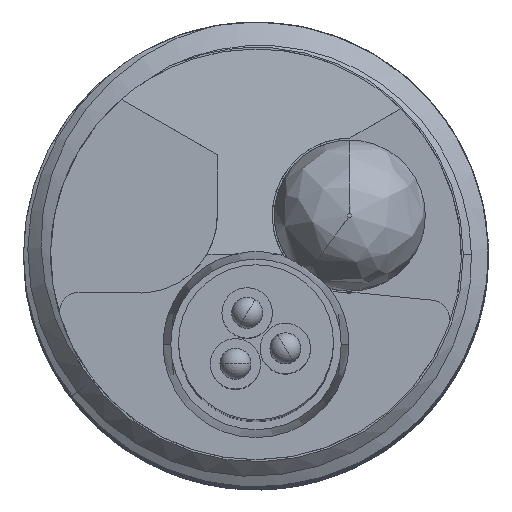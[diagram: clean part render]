
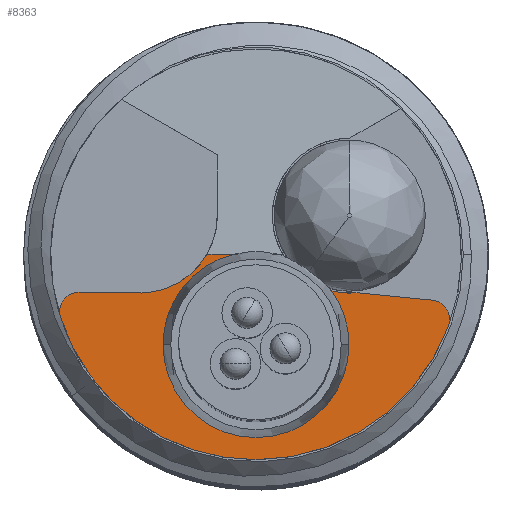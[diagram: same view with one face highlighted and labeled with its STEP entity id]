
A CAD part, top view. The second image highlights one B-rep face of the part: STEP entity #8363.
In plain terms, the highlighted planar face has unit normal (0, 0, 1).
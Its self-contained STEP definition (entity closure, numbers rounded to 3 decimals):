
#894=CARTESIAN_POINT('',(0.,-2.33,48.77));
#895=DIRECTION('',(0.,0.,1.));
#896=DIRECTION('',(-1.,0.,0.));
#897=AXIS2_PLACEMENT_3D('',#894,#895,#896);
#899=CARTESIAN_POINT('',(0.,-2.33,48.77));
#900=DIRECTION('',(0.,0.,1.));
#901=DIRECTION('',(1.,0.,0.));
#902=AXIS2_PLACEMENT_3D('',#899,#900,#901);
#904=CARTESIAN_POINT('',(2.42,1.,48.77));
#905=DIRECTION('',(0.,0.,1.));
#906=DIRECTION('',(-0.229,-0.973,0.));
#907=AXIS2_PLACEMENT_3D('',#904,#905,#906);
#909=DIRECTION('',(0.995,-0.099,0.));
#910=VECTOR('',#909,1.948);
#911=CARTESIAN_POINT('',(2.607,-0.991,48.77));
#912=LINE('',#911,#910);
#913=CARTESIAN_POINT('',(4.496,-1.681,48.77));
#914=DIRECTION('',(0.,0.,1.));
#915=DIRECTION('',(0.937,-0.35,0.));
#916=AXIS2_PLACEMENT_3D('',#913,#914,#915);
#918=CARTESIAN_POINT('',(0.,0.,48.77));
#919=DIRECTION('',(0.,0.,1.));
#920=DIRECTION('',(0.,-1.,0.));
#921=AXIS2_PLACEMENT_3D('',#918,#919,#920);
#923=CARTESIAN_POINT('',(0.,0.,48.77));
#924=DIRECTION('',(0.,0.,1.));
#925=DIRECTION('',(-0.951,-0.308,0.));
#926=AXIS2_PLACEMENT_3D('',#923,#924,#925);
#928=CARTESIAN_POINT('',(-4.566,-1.479,48.77));
#929=DIRECTION('',(0.,0.,1.));
#930=DIRECTION('',(0.,1.,0.));
#931=AXIS2_PLACEMENT_3D('',#928,#929,#930);
#933=DIRECTION('',(1.,0.,0.));
#934=VECTOR('',#933,1.277);
#935=CARTESIAN_POINT('',(-4.566,-0.979,48.77));
#936=LINE('',#935,#934);
#937=CARTESIAN_POINT('',(-3.,1.,48.77));
#938=DIRECTION('',(0.,0.,1.));
#939=DIRECTION('',(-0.145,-0.989,0.));
#940=AXIS2_PLACEMENT_3D('',#937,#938,#939);
#942=DIRECTION('',(1.,0.,0.));
#943=VECTOR('',#942,0.693);
#944=CARTESIAN_POINT('',(-1.268,0.,48.77));
#945=LINE('',#944,#943);
#946=CARTESIAN_POINT('',(0.,-2.33,48.77));
#947=DIRECTION('',(0.,0.,1.));
#948=DIRECTION('',(-0.24,0.971,0.));
#949=AXIS2_PLACEMENT_3D('',#946,#947,#948);
#7885=CARTESIAN_POINT('',(0.,-5.3,48.77));
#7886=VERTEX_POINT('',#7885);
#7899=CARTESIAN_POINT('',(2.607,-0.991,48.77));
#7900=VERTEX_POINT('',#7899);
#7907=CARTESIAN_POINT('',(-3.289,-0.979,48.77));
#7908=CARTESIAN_POINT('',(-1.268,0.,48.77));
#7909=VERTEX_POINT('',#7907);
#7910=VERTEX_POINT('',#7908);
#7919=CARTESIAN_POINT('',(-4.566,-0.979,48.77));
#7921=VERTEX_POINT('',#7919);
#7923=CARTESIAN_POINT('',(-5.042,-1.633,48.77));
#7924=VERTEX_POINT('',#7923);
#7927=CARTESIAN_POINT('',(4.964,-1.856,48.77));
#7928=CARTESIAN_POINT('',(4.545,-1.184,48.77));
#7929=VERTEX_POINT('',#7927);
#7930=VERTEX_POINT('',#7928);
#7939=CARTESIAN_POINT('',(-2.4,-2.33,48.77));
#7940=CARTESIAN_POINT('',(2.4,-2.33,48.77));
#7941=VERTEX_POINT('',#7939);
#7942=VERTEX_POINT('',#7940);
#7943=CARTESIAN_POINT('',(1.961,-0.947,48.77));
#7944=VERTEX_POINT('',#7943);
#7949=CARTESIAN_POINT('',(-0.575,0.,48.77));
#7950=VERTEX_POINT('',#7949);
#8340=CARTESIAN_POINT('',(0.,0.,48.77));
#8341=DIRECTION('',(0.,0.,1.));
#8342=DIRECTION('',(0.,-1.,0.));
#8343=AXIS2_PLACEMENT_3D('',#8340,#8341,#8342);
#8344=PLANE('',#8343);
#8346=ORIENTED_EDGE('',*,*,#8345,.T.);
#8347=ORIENTED_EDGE('',*,*,#8152,.T.);
#8349=ORIENTED_EDGE('',*,*,#8348,.T.);
#8351=ORIENTED_EDGE('',*,*,#8350,.T.);
#8352=ORIENTED_EDGE('',*,*,#8331,.F.);
#8353=ORIENTED_EDGE('',*,*,#8321,.F.);
#8354=ORIENTED_EDGE('',*,*,#8006,.F.);
#8355=ORIENTED_EDGE('',*,*,#8033,.F.);
#8356=ORIENTED_EDGE('',*,*,#8051,.T.);
#8358=ORIENTED_EDGE('',*,*,#8357,.T.);
#8359=ORIENTED_EDGE('',*,*,#8093,.T.);
#8360=ORIENTED_EDGE('',*,*,#8160,.T.);
#8361=EDGE_LOOP('',(#8346,#8347,#8349,#8351,#8352,#8353,#8354,#8355,#8356,#8358,
#8359,#8360));
#8362=FACE_OUTER_BOUND('',#8361,.F.);
#8363=ADVANCED_FACE('',(#8362),#8344,.T.);
#898=CIRCLE('',#897,2.4);
#903=CIRCLE('',#902,2.4);
#908=CIRCLE('',#907,2.);
#917=CIRCLE('',#916,0.5);
#922=CIRCLE('',#921,5.3);
#927=CIRCLE('',#926,5.3);
#932=CIRCLE('',#931,0.5);
#941=CIRCLE('',#940,2.);
#950=CIRCLE('',#949,2.4);
#8006=EDGE_CURVE('',#7924,#7886,#927,.T.);
#8033=EDGE_CURVE('',#7921,#7924,#932,.T.);
#8051=EDGE_CURVE('',#7921,#7909,#936,.T.);
#8093=EDGE_CURVE('',#7910,#7950,#945,.T.);
#8152=EDGE_CURVE('',#7942,#7944,#903,.T.);
#8160=EDGE_CURVE('',#7950,#7941,#950,.T.);
#8321=EDGE_CURVE('',#7886,#7929,#922,.T.);
#8331=EDGE_CURVE('',#7929,#7930,#917,.T.);
#8345=EDGE_CURVE('',#7941,#7942,#898,.T.);
#8348=EDGE_CURVE('',#7944,#7900,#908,.T.);
#8350=EDGE_CURVE('',#7900,#7930,#912,.T.);
#8357=EDGE_CURVE('',#7909,#7910,#941,.T.);
